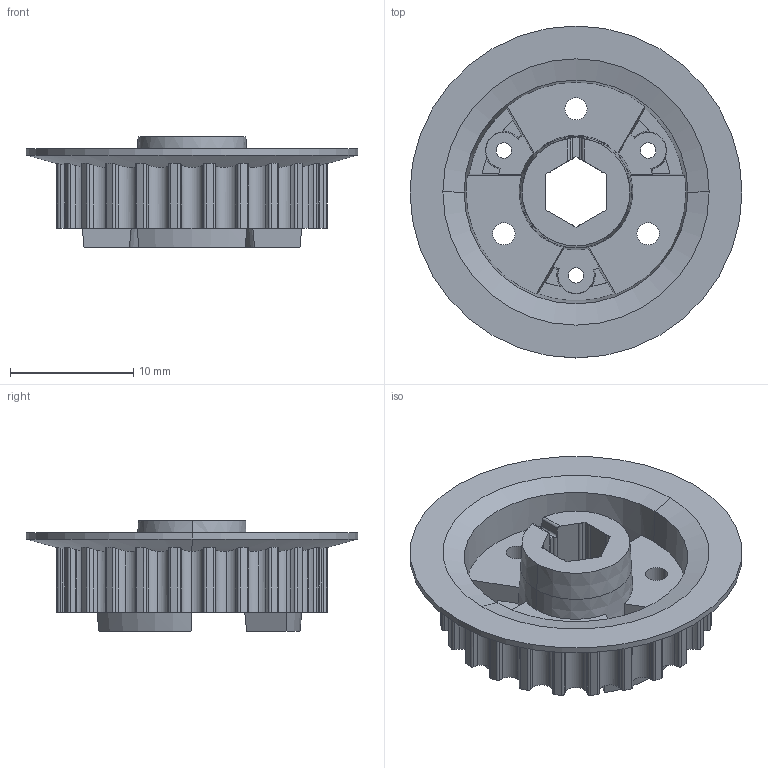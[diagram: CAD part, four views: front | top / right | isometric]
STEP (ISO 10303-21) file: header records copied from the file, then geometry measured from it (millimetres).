
FILE_DESCRIPTION (( 'STEP AP203' ), '1' );
FILE_NAME ('REV-41-1669.STEP', '2019-08-01T19:09:13', ( '' ), ( '' ), 'SwSTEP 2.0', 'SolidWorks 2018', '' );
FILE_SCHEMA (( 'CONFIG_CONTROL_DESIGN' ));
Length unit declared in the file: millimetre
Products named in the file (1): REV-41-1669
Bounding box: 26.92 x 26.92 x 9 mm (x, y, z)
Volume: 1505.4 mm3; surface area: 2412.7 mm2
Topology: 1 solids, 1 shells, 328 faces, 957 edges, 632 vertices
Faces by surface type: cylinder 208, plane 88, cone 32
Entity records: 11559 total; most frequent: CARTESIAN_POINT 2881, ORIENTED_EDGE 1914, DIRECTION 1766, EDGE_CURVE 957, AXIS2_PLACEMENT_3D 724, VERTEX_POINT 632, CIRCLE 395, EDGE_LOOP 343
